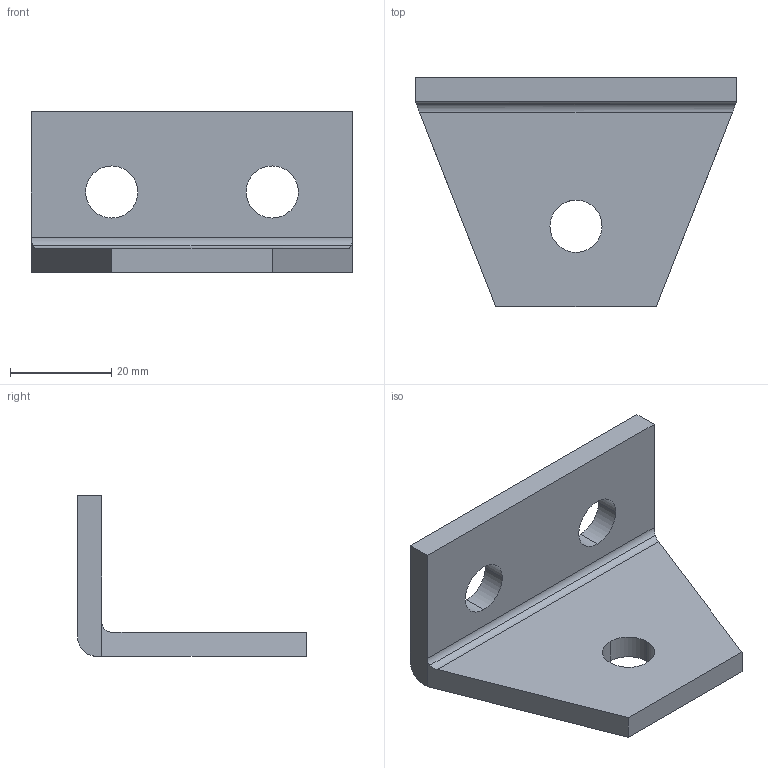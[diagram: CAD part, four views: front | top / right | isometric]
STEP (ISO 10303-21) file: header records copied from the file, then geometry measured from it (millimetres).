
FILE_DESCRIPTION(('TurboCAD Mac Pro'),'Build 980');
FILE_NAME('A1357.stp',' ',(''),(''),'ACIS Interop','IMSI','TurboCAD Mac Pro BY IMSI, INCORPORATED');
FILE_SCHEMA(('automotive_design'));
Length unit declared in the file: inch
Products named in the file (1): 1
Bounding box: 63.5 x 45.24 x 31.75 mm (x, y, z)
Volume: 17446.7 mm3; surface area: 8856 mm2
Topology: 1 solids, 1 shells, 30 faces, 84 edges, 56 vertices
Faces by surface type: plane 14, bspline 12, cylinder 4
Entity records: 1307 total; most frequent: CARTESIAN_POINT 327, ORIENTED_EDGE 168, DIRECTION 109, EDGE_CURVE 84, VERTEX_POINT 56, LINE 49, VECTOR 49, EDGE_LOOP 36
